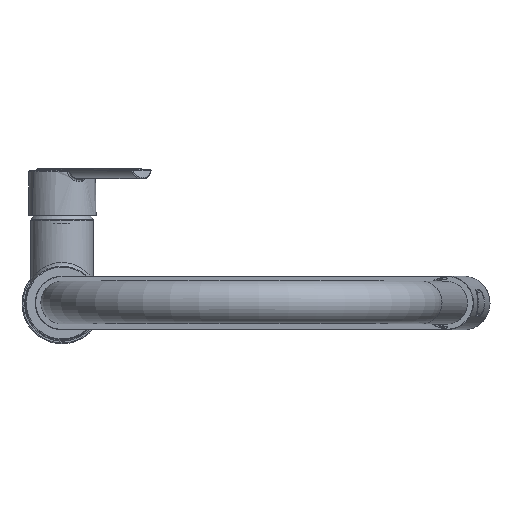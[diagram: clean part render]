
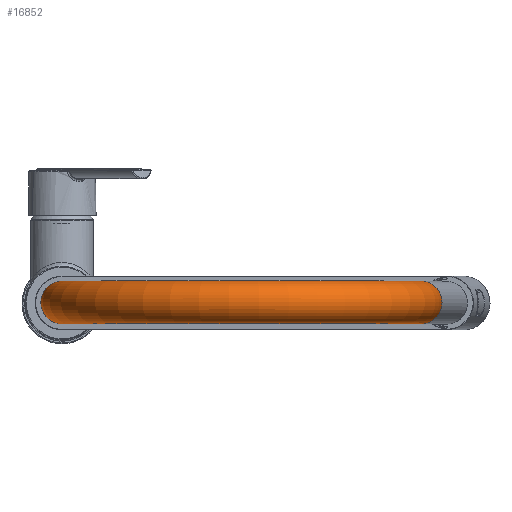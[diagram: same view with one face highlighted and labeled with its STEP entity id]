
A CAD part, top view. The second image highlights one B-rep face of the part: STEP entity #16852.
In plain terms, the highlighted toroidal (fillet/blend) face has major radius 105.4 mm and minor radius 12.5 mm.
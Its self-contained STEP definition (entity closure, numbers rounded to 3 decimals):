
#8667=ORIENTED_EDGE('',*,*,#11194,.F.);
#8668=ORIENTED_EDGE('',*,*,#11195,.T.);
#11194=EDGE_CURVE('',#12809,#12809,#13406,.F.);
#11195=EDGE_CURVE('',#12810,#12810,#13407,.F.);
#12809=VERTEX_POINT('',#91414);
#12810=VERTEX_POINT('',#91417);
#13406=CIRCLE('',#23290,12.5);
#13407=CIRCLE('',#23292,12.5);
#14584=EDGE_LOOP('',(#8667));
#14585=EDGE_LOOP('',(#8668));
#15765=FACE_BOUND('',#14584,.T.);
#15766=FACE_BOUND('',#14585,.T.);
#15822=TOROIDAL_SURFACE('',#23291,105.4,12.5);
#16852=ADVANCED_FACE('',(#15765,#15766),#15822,.T.);
#23290=AXIS2_PLACEMENT_3D('',#91413,#26597,#26598);
#23291=AXIS2_PLACEMENT_3D('',#91415,#26599,#26600);
#23292=AXIS2_PLACEMENT_3D('',#91416,#26601,#26602);
#26597=DIRECTION('',(-0.122,0.,0.993));
#26598=DIRECTION('',(0.,1.,0.));
#26599=DIRECTION('',(0.,1.,0.));
#26600=DIRECTION('',(-1.,0.,0.));
#26601=DIRECTION('',(0.,0.,-1.));
#26602=DIRECTION('',(0.,1.,0.));
#91413=CARTESIAN_POINT('',(210.014,0.,401.944));
#91414=CARTESIAN_POINT('',(210.014,12.5,401.944));
#91415=CARTESIAN_POINT('',(105.4,0.,389.099));
#91416=CARTESIAN_POINT('',(0.,0.,
389.099));
#91417=CARTESIAN_POINT('',(0.,12.5,389.099));
